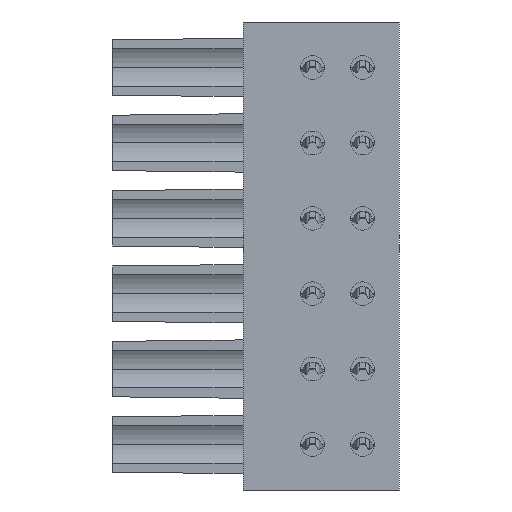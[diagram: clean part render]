
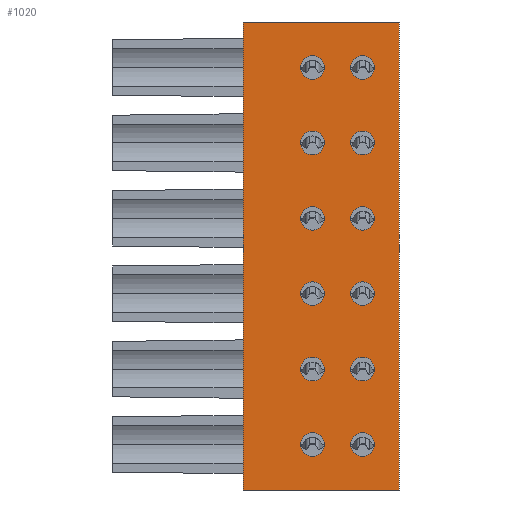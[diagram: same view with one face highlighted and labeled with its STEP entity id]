
A CAD part, front view. The second image highlights one B-rep face of the part: STEP entity #1020.
In plain terms, the highlighted planar face has unit normal (0, -1, 0).
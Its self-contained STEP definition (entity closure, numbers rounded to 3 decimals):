
#1020=ADVANCED_FACE('',(#2321,#2322,#2323,#2324,#2325,#2326,#2327,#2328,#2329,#2330,#2331,#2332,#2333),#2334,.T.);
#2321=FACE_OUTER_BOUND('',#3913,.T.);
#2322=FACE_BOUND('',#3914,.T.);
#2323=FACE_BOUND('',#3915,.T.);
#2324=FACE_BOUND('',#3916,.T.);
#2325=FACE_BOUND('',#3917,.T.);
#2326=FACE_BOUND('',#3918,.T.);
#2327=FACE_BOUND('',#3919,.T.);
#2328=FACE_BOUND('',#3920,.T.);
#2329=FACE_BOUND('',#3921,.T.);
#2330=FACE_BOUND('',#3922,.T.);
#2331=FACE_BOUND('',#3923,.T.);
#2332=FACE_BOUND('',#3924,.T.);
#2333=FACE_BOUND('',#3925,.T.);
#2334=PLANE('',#3926);
#3913=EDGE_LOOP('',(#6963,#6964,#6965,#6966));
#3914=EDGE_LOOP('',(#6967,#6968));
#3915=EDGE_LOOP('',(#6969,#6970));
#3916=EDGE_LOOP('',(#6971,#6972));
#3917=EDGE_LOOP('',(#6973,#6974));
#3918=EDGE_LOOP('',(#6975,#6976));
#3919=EDGE_LOOP('',(#6977,#6978));
#3920=EDGE_LOOP('',(#6979,#6980));
#3921=EDGE_LOOP('',(#6981,#6982));
#3922=EDGE_LOOP('',(#6983,#6984));
#3923=EDGE_LOOP('',(#6985,#6986));
#3924=EDGE_LOOP('',(#6987,#6988));
#3925=EDGE_LOOP('',(#6989,#6990));
#3926=AXIS2_PLACEMENT_3D('',#6991,#6992,#6993);
#6963=ORIENTED_EDGE('',*,*,#10113,.T.);
#6964=ORIENTED_EDGE('',*,*,#9695,.T.);
#6965=ORIENTED_EDGE('',*,*,#10405,.F.);
#6966=ORIENTED_EDGE('',*,*,#9510,.F.);
#6967=ORIENTED_EDGE('',*,*,#10406,.F.);
#6968=ORIENTED_EDGE('',*,*,#10407,.F.);
#6969=ORIENTED_EDGE('',*,*,#9892,.F.);
#6970=ORIENTED_EDGE('',*,*,#10408,.F.);
#6971=ORIENTED_EDGE('',*,*,#9431,.F.);
#6972=ORIENTED_EDGE('',*,*,#10409,.F.);
#6973=ORIENTED_EDGE('',*,*,#10410,.F.);
#6974=ORIENTED_EDGE('',*,*,#9899,.F.);
#6975=ORIENTED_EDGE('',*,*,#10411,.F.);
#6976=ORIENTED_EDGE('',*,*,#9793,.F.);
#6977=ORIENTED_EDGE('',*,*,#10412,.F.);
#6978=ORIENTED_EDGE('',*,*,#10208,.F.);
#6979=ORIENTED_EDGE('',*,*,#10413,.F.);
#6980=ORIENTED_EDGE('',*,*,#10414,.F.);
#6981=ORIENTED_EDGE('',*,*,#10415,.F.);
#6982=ORIENTED_EDGE('',*,*,#10416,.F.);
#6983=ORIENTED_EDGE('',*,*,#10417,.F.);
#6984=ORIENTED_EDGE('',*,*,#10418,.F.);
#6985=ORIENTED_EDGE('',*,*,#10419,.F.);
#6986=ORIENTED_EDGE('',*,*,#10420,.F.);
#6987=ORIENTED_EDGE('',*,*,#10421,.F.);
#6988=ORIENTED_EDGE('',*,*,#10422,.F.);
#6989=ORIENTED_EDGE('',*,*,#10423,.F.);
#6990=ORIENTED_EDGE('',*,*,#10424,.F.);
#6991=CARTESIAN_POINT('',(7.9,0.0,-7.62));
#6992=DIRECTION('',(0.0,-1.0,0.0));
#6993=DIRECTION('',(0.0,0.0,-1.0));
#9431=EDGE_CURVE('',#11276,#11277,#11278,.T.);
#9510=EDGE_CURVE('',#11406,#11408,#11409,.T.);
#9695=EDGE_CURVE('',#11693,#11691,#11694,.T.);
#9793=EDGE_CURVE('',#11844,#11846,#11847,.T.);
#9892=EDGE_CURVE('',#11985,#11987,#11988,.T.);
#9899=EDGE_CURVE('',#11996,#11998,#11999,.T.);
#10113=EDGE_CURVE('',#11406,#11693,#12335,.T.);
#10208=EDGE_CURVE('',#12496,#12498,#12499,.T.);
#10405=EDGE_CURVE('',#11408,#11691,#12784,.T.);
#10406=EDGE_CURVE('',#12785,#12786,#12787,.T.);
#10407=EDGE_CURVE('',#12786,#12785,#12788,.T.);
#10408=EDGE_CURVE('',#11987,#11985,#12789,.T.);
#10409=EDGE_CURVE('',#11277,#11276,#12790,.T.);
#10410=EDGE_CURVE('',#11998,#11996,#12791,.T.);
#10411=EDGE_CURVE('',#11846,#11844,#12792,.T.);
#10412=EDGE_CURVE('',#12498,#12496,#12793,.T.);
#10413=EDGE_CURVE('',#12794,#12795,#12796,.T.);
#10414=EDGE_CURVE('',#12795,#12794,#12797,.T.);
#10415=EDGE_CURVE('',#12798,#12799,#12800,.T.);
#10416=EDGE_CURVE('',#12799,#12798,#12801,.T.);
#10417=EDGE_CURVE('',#12802,#12803,#12804,.T.);
#10418=EDGE_CURVE('',#12803,#12802,#12805,.T.);
#10419=EDGE_CURVE('',#12806,#12807,#12808,.T.);
#10420=EDGE_CURVE('',#12807,#12806,#12809,.T.);
#10421=EDGE_CURVE('',#12810,#12811,#12812,.T.);
#10422=EDGE_CURVE('',#12811,#12810,#12813,.T.);
#10423=EDGE_CURVE('',#12814,#12815,#12816,.T.);
#10424=EDGE_CURVE('',#12815,#12814,#12817,.T.);
#11276=VERTEX_POINT('',#14084);
#11277=VERTEX_POINT('',#14085);
#11278=CIRCLE('',#14086,0.6);
#11406=VERTEX_POINT('',#14262);
#11408=VERTEX_POINT('',#14265);
#11409=LINE('',#14266,#14267);
#11691=VERTEX_POINT('',#14720);
#11693=VERTEX_POINT('',#14723);
#11694=LINE('',#14724,#14725);
#11844=VERTEX_POINT('',#15146);
#11846=VERTEX_POINT('',#15149);
#11847=CIRCLE('',#15150,0.6);
#11985=VERTEX_POINT('',#15418);
#11987=VERTEX_POINT('',#15421);
#11988=CIRCLE('',#15422,0.6);
#11996=VERTEX_POINT('',#15432);
#11998=VERTEX_POINT('',#15435);
#11999=CIRCLE('',#15436,0.6);
#12335=LINE('',#16297,#16298);
#12496=VERTEX_POINT('',#16578);
#12498=VERTEX_POINT('',#16581);
#12499=CIRCLE('',#16582,0.6);
#12784=LINE('',#17060,#17061);
#12785=VERTEX_POINT('',#17062);
#12786=VERTEX_POINT('',#17063);
#12787=CIRCLE('',#17064,0.6);
#12788=CIRCLE('',#17065,0.6);
#12789=CIRCLE('',#17066,0.6);
#12790=CIRCLE('',#17067,0.6);
#12791=CIRCLE('',#17068,0.6);
#12792=CIRCLE('',#17069,0.6);
#12793=CIRCLE('',#17070,0.6);
#12794=VERTEX_POINT('',#17071);
#12795=VERTEX_POINT('',#17072);
#12796=CIRCLE('',#17073,0.6);
#12797=CIRCLE('',#17074,0.6);
#12798=VERTEX_POINT('',#17075);
#12799=VERTEX_POINT('',#17076);
#12800=CIRCLE('',#17077,0.6);
#12801=CIRCLE('',#17078,0.6);
#12802=VERTEX_POINT('',#17079);
#12803=VERTEX_POINT('',#17080);
#12804=CIRCLE('',#17081,0.6);
#12805=CIRCLE('',#17082,0.6);
#12806=VERTEX_POINT('',#17083);
#12807=VERTEX_POINT('',#17084);
#12808=CIRCLE('',#17085,0.6);
#12809=CIRCLE('',#17086,0.6);
#12810=VERTEX_POINT('',#17087);
#12811=VERTEX_POINT('',#17088);
#12812=CIRCLE('',#17089,0.6);
#12813=CIRCLE('',#17090,0.6);
#12814=VERTEX_POINT('',#17091);
#12815=VERTEX_POINT('',#17092);
#12816=CIRCLE('',#17093,0.6);
#12817=CIRCLE('',#17094,0.6);
#14084=CARTESIAN_POINT('',(4.1,0.0,-3.81));
#14085=CARTESIAN_POINT('',(2.9,0.0,-3.81));
#14086=AXIS2_PLACEMENT_3D('',#19200,#19201,#19202);
#14262=CARTESIAN_POINT('',(0.0,0.0,2.3));
#14265=CARTESIAN_POINT('',(7.9,0.0,2.3));
#14266=CARTESIAN_POINT('',(0.0,0.0,2.3));
#14267=VECTOR('',#19285,1.0);
#14720=CARTESIAN_POINT('',(7.9,0.0,-21.35));
#14723=CARTESIAN_POINT('',(0.0,0.0,-21.35));
#14724=CARTESIAN_POINT('',(0.0,0.0,-21.35));
#14725=VECTOR('',#19533,1.0);
#15146=CARTESIAN_POINT('',(6.64,0.0,-3.81));
#15149=CARTESIAN_POINT('',(5.44,0.0,-3.81));
#15150=AXIS2_PLACEMENT_3D('',#19656,#19657,#19658);
#15418=CARTESIAN_POINT('',(6.64,0.0,0.0));
#15421=CARTESIAN_POINT('',(5.44,0.0,0.));
#15422=AXIS2_PLACEMENT_3D('',#19760,#19761,#19762);
#15432=CARTESIAN_POINT('',(2.9,0.0,0.));
#15435=CARTESIAN_POINT('',(4.1,0.0,0.0));
#15436=AXIS2_PLACEMENT_3D('',#19769,#19770,#19771);
#16297=CARTESIAN_POINT('',(0.0,0.0,-7.62));
#16298=VECTOR('',#20027,1.0);
#16578=CARTESIAN_POINT('',(6.64,0.0,-7.62));
#16581=CARTESIAN_POINT('',(5.44,0.0,-7.62));
#16582=AXIS2_PLACEMENT_3D('',#20136,#20137,#20138);
#17060=CARTESIAN_POINT('',(7.9,0.0,-15.24));
#17061=VECTOR('',#20362,1.0);
#17062=CARTESIAN_POINT('',(2.9,0.0,-7.62));
#17063=CARTESIAN_POINT('',(4.1,0.0,-7.62));
#17064=AXIS2_PLACEMENT_3D('',#20363,#20364,#20365);
#17065=AXIS2_PLACEMENT_3D('',#20366,#20367,#20368);
#17066=AXIS2_PLACEMENT_3D('',#20369,#20370,#20371);
#17067=AXIS2_PLACEMENT_3D('',#20372,#20373,#20374);
#17068=AXIS2_PLACEMENT_3D('',#20375,#20376,#20377);
#17069=AXIS2_PLACEMENT_3D('',#20378,#20379,#20380);
#17070=AXIS2_PLACEMENT_3D('',#20381,#20382,#20383);
#17071=CARTESIAN_POINT('',(4.1,0.0,-15.24));
#17072=CARTESIAN_POINT('',(2.9,0.0,-15.24));
#17073=AXIS2_PLACEMENT_3D('',#20384,#20385,#20386);
#17074=AXIS2_PLACEMENT_3D('',#20387,#20388,#20389);
#17075=CARTESIAN_POINT('',(4.1,0.0,-11.43));
#17076=CARTESIAN_POINT('',(2.9,0.0,-11.43));
#17077=AXIS2_PLACEMENT_3D('',#20390,#20391,#20392);
#17078=AXIS2_PLACEMENT_3D('',#20393,#20394,#20395);
#17079=CARTESIAN_POINT('',(6.64,0.0,-11.43));
#17080=CARTESIAN_POINT('',(5.44,0.0,-11.43));
#17081=AXIS2_PLACEMENT_3D('',#20396,#20397,#20398);
#17082=AXIS2_PLACEMENT_3D('',#20399,#20400,#20401);
#17083=CARTESIAN_POINT('',(5.44,0.0,-15.24));
#17084=CARTESIAN_POINT('',(6.64,0.0,-15.24));
#17085=AXIS2_PLACEMENT_3D('',#20402,#20403,#20404);
#17086=AXIS2_PLACEMENT_3D('',#20405,#20406,#20407);
#17087=CARTESIAN_POINT('',(5.44,0.0,-19.05));
#17088=CARTESIAN_POINT('',(6.64,0.0,-19.05));
#17089=AXIS2_PLACEMENT_3D('',#20408,#20409,#20410);
#17090=AXIS2_PLACEMENT_3D('',#20411,#20412,#20413);
#17091=CARTESIAN_POINT('',(2.9,0.0,-19.05));
#17092=CARTESIAN_POINT('',(4.1,0.0,-19.05));
#17093=AXIS2_PLACEMENT_3D('',#20414,#20415,#20416);
#17094=AXIS2_PLACEMENT_3D('',#20417,#20418,#20419);
#19200=CARTESIAN_POINT('',(3.5,0.0,-3.81));
#19201=DIRECTION('',(0.0,-1.0,0.0));
#19202=DIRECTION('',(1.0,0.0,0.0));
#19285=DIRECTION('',(1.0,0.0,0.0));
#19533=DIRECTION('',(1.0,0.0,0.0));
#19656=CARTESIAN_POINT('',(6.04,0.0,-3.81));
#19657=DIRECTION('',(0.0,-1.0,0.0));
#19658=DIRECTION('',(1.0,0.0,0.0));
#19760=CARTESIAN_POINT('',(6.04,0.0,0.0));
#19761=DIRECTION('',(0.0,-1.0,0.0));
#19762=DIRECTION('',(1.0,0.0,0.0));
#19769=CARTESIAN_POINT('',(3.5,0.0,0.0));
#19770=DIRECTION('',(0.0,-1.0,0.0));
#19771=DIRECTION('',(1.0,0.0,0.0));
#20027=DIRECTION('',(0.0,0.0,-1.0));
#20136=CARTESIAN_POINT('',(6.04,0.0,-7.62));
#20137=DIRECTION('',(0.0,-1.0,0.0));
#20138=DIRECTION('',(1.0,0.0,0.0));
#20362=DIRECTION('',(0.0,0.0,-1.0));
#20363=CARTESIAN_POINT('',(3.5,0.0,-7.62));
#20364=DIRECTION('',(0.0,-1.0,0.0));
#20365=DIRECTION('',(1.0,0.0,0.0));
#20366=CARTESIAN_POINT('',(3.5,0.0,-7.62));
#20367=DIRECTION('',(0.0,-1.0,0.0));
#20368=DIRECTION('',(1.0,0.0,0.0));
#20369=CARTESIAN_POINT('',(6.04,0.0,0.0));
#20370=DIRECTION('',(0.0,-1.0,0.0));
#20371=DIRECTION('',(1.0,0.0,0.0));
#20372=CARTESIAN_POINT('',(3.5,0.0,-3.81));
#20373=DIRECTION('',(0.0,-1.0,0.0));
#20374=DIRECTION('',(1.0,0.0,0.0));
#20375=CARTESIAN_POINT('',(3.5,0.0,0.0));
#20376=DIRECTION('',(0.0,-1.0,0.0));
#20377=DIRECTION('',(1.0,0.0,0.0));
#20378=CARTESIAN_POINT('',(6.04,0.0,-3.81));
#20379=DIRECTION('',(0.0,-1.0,0.0));
#20380=DIRECTION('',(1.0,0.0,0.0));
#20381=CARTESIAN_POINT('',(6.04,0.0,-7.62));
#20382=DIRECTION('',(0.0,-1.0,0.0));
#20383=DIRECTION('',(1.0,0.0,0.0));
#20384=CARTESIAN_POINT('',(3.5,0.0,-15.24));
#20385=DIRECTION('',(0.0,-1.0,0.0));
#20386=DIRECTION('',(1.0,0.0,0.0));
#20387=CARTESIAN_POINT('',(3.5,0.0,-15.24));
#20388=DIRECTION('',(0.0,-1.0,0.0));
#20389=DIRECTION('',(1.0,0.0,0.0));
#20390=CARTESIAN_POINT('',(3.5,0.0,-11.43));
#20391=DIRECTION('',(0.0,-1.0,0.0));
#20392=DIRECTION('',(1.0,0.0,0.0));
#20393=CARTESIAN_POINT('',(3.5,0.0,-11.43));
#20394=DIRECTION('',(0.0,-1.0,0.0));
#20395=DIRECTION('',(1.0,0.0,0.0));
#20396=CARTESIAN_POINT('',(6.04,0.0,-11.43));
#20397=DIRECTION('',(0.0,-1.0,0.0));
#20398=DIRECTION('',(1.0,0.0,0.0));
#20399=CARTESIAN_POINT('',(6.04,0.0,-11.43));
#20400=DIRECTION('',(0.0,-1.0,0.0));
#20401=DIRECTION('',(1.0,0.0,0.0));
#20402=CARTESIAN_POINT('',(6.04,0.0,-15.24));
#20403=DIRECTION('',(0.0,-1.0,0.0));
#20404=DIRECTION('',(1.0,0.0,0.0));
#20405=CARTESIAN_POINT('',(6.04,0.0,-15.24));
#20406=DIRECTION('',(0.0,-1.0,0.0));
#20407=DIRECTION('',(1.0,0.0,0.0));
#20408=CARTESIAN_POINT('',(6.04,0.0,-19.05));
#20409=DIRECTION('',(0.0,-1.0,0.0));
#20410=DIRECTION('',(1.0,0.0,0.0));
#20411=CARTESIAN_POINT('',(6.04,0.0,-19.05));
#20412=DIRECTION('',(0.0,-1.0,0.0));
#20413=DIRECTION('',(1.0,0.0,0.0));
#20414=CARTESIAN_POINT('',(3.5,0.0,-19.05));
#20415=DIRECTION('',(0.0,-1.0,0.0));
#20416=DIRECTION('',(1.0,0.0,0.0));
#20417=CARTESIAN_POINT('',(3.5,0.0,-19.05));
#20418=DIRECTION('',(0.0,-1.0,0.0));
#20419=DIRECTION('',(1.0,0.0,0.0));
